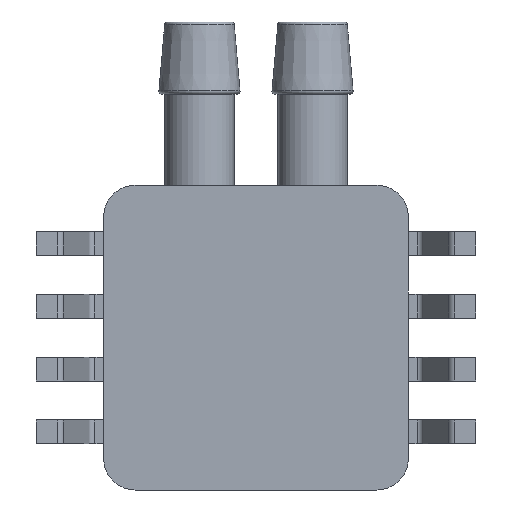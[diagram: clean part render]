
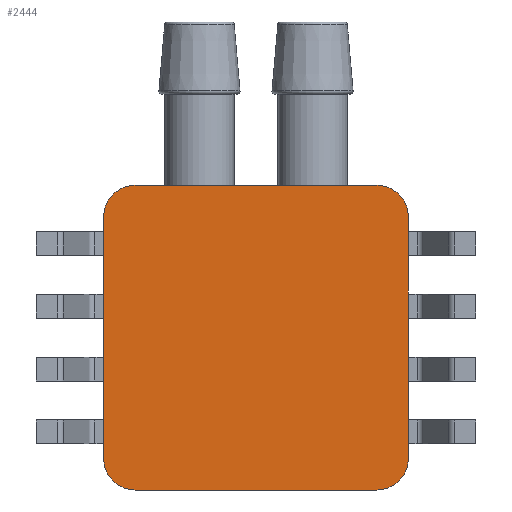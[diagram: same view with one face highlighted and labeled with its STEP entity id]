
A CAD part, front view. The second image highlights one B-rep face of the part: STEP entity #2444.
In plain terms, the highlighted planar face has unit normal (0, -1, 0).
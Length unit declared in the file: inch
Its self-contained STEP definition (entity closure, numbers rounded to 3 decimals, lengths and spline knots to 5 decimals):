
#3 = ORIENTED_EDGE ( 'NONE', *, *, #3044, .F. ) ;
#128 = VERTEX_POINT ( 'NONE', #3032 ) ;
#282 = VERTEX_POINT ( 'NONE', #2428 ) ;
#471 = VERTEX_POINT ( 'NONE', #3592 ) ;
#501 = ORIENTED_EDGE ( 'NONE', *, *, #4625, .T. ) ;
#604 = DIRECTION ( 'NONE',  ( 0., 0., -1. ) ) ;
#796 = ORIENTED_EDGE ( 'NONE', *, *, #3740, .T. ) ;
#847 = VECTOR ( 'NONE', #2808, 39.37008 ) ;
#1169 = DIRECTION ( 'NONE',  ( 0., -1., 0. ) ) ;
#1208 = CARTESIAN_POINT ( 'NONE',  ( 0.2425, 0., -0.1925 ) ) ;
#1303 = CARTESIAN_POINT ( 'NONE',  ( -0.2425, 0., 0.2425 ) ) ;
#1375 = VERTEX_POINT ( 'NONE', #1208 ) ;
#1522 = DIRECTION ( 'NONE',  ( 0., -1., 0. ) ) ;
#1749 = FACE_OUTER_BOUND ( 'NONE', #2568, .T. ) ;
#1980 = EDGE_CURVE ( 'NONE', #3416, #128, #4152, .T. ) ;
#1996 = CARTESIAN_POINT ( 'NONE',  ( -0.2425, 0., 0.1925 ) ) ;
#2200 = LINE ( 'NONE', #3445, #5132 ) ;
#2258 = DIRECTION ( 'NONE',  ( -1., 0., 0. ) ) ;
#2427 = DIRECTION ( 'NONE',  ( 0., 0., 1. ) ) ;
#2428 = CARTESIAN_POINT ( 'NONE',  ( -0.2425, 0., -0.1925 ) ) ;
#2444 = ADVANCED_FACE ( 'NONE', ( #1749 ), #3243, .T. ) ;
#2464 = DIRECTION ( 'NONE',  ( 0., -1., 0. ) ) ;
#2474 = VECTOR ( 'NONE', #2258, 39.37008 ) ;
#2568 = EDGE_LOOP ( 'NONE', ( #4315, #2708, #4926, #501, #3, #5515, #6306, #796 ) ) ;
#2708 = ORIENTED_EDGE ( 'NONE', *, *, #6530, .T. ) ;
#2727 = CARTESIAN_POINT ( 'NONE',  ( 0., 0., 0. ) ) ;
#2808 = DIRECTION ( 'NONE',  ( 1., 0., 0. ) ) ;
#3028 = CARTESIAN_POINT ( 'NONE',  ( 0.1925, 0., 0.1925 ) ) ;
#3032 = CARTESIAN_POINT ( 'NONE',  ( -0.1925, 0., -0.2425 ) ) ;
#3033 = CARTESIAN_POINT ( 'NONE',  ( 0.1925, 0., -0.2425 ) ) ;
#3044 = EDGE_CURVE ( 'NONE', #3357, #1375, #4564, .T. ) ;
#3080 = DIRECTION ( 'NONE',  ( 0., 0., -1. ) ) ;
#3082 = DIRECTION ( 'NONE',  ( 0., -1., 0. ) ) ;
#3175 = AXIS2_PLACEMENT_3D ( 'NONE', #4965, #6543, #3519 ) ;
#3223 = AXIS2_PLACEMENT_3D ( 'NONE', #2727, #1169, #604 ) ;
#3243 = PLANE ( 'NONE',  #3223 ) ;
#3357 = VERTEX_POINT ( 'NONE', #5580 ) ;
#3416 = VERTEX_POINT ( 'NONE', #3033 ) ;
#3421 = LINE ( 'NONE', #1303, #847 ) ;
#3433 = CIRCLE ( 'NONE', #3493, 0.05 ) ;
#3445 = CARTESIAN_POINT ( 'NONE',  ( -0.2425, 0., 0.2425 ) ) ;
#3493 = AXIS2_PLACEMENT_3D ( 'NONE', #5513, #2464, #4089 ) ;
#3519 = DIRECTION ( 'NONE',  ( 0., 0., -1. ) ) ;
#3592 = CARTESIAN_POINT ( 'NONE',  ( 0.1925, 0., 0.2425 ) ) ;
#3627 = CARTESIAN_POINT ( 'NONE',  ( 0.2425, 0., 0.2425 ) ) ;
#3740 = EDGE_CURVE ( 'NONE', #4777, #6040, #3433, .T. ) ;
#3825 = EDGE_CURVE ( 'NONE', #3357, #471, #5898, .T. ) ;
#3973 = CIRCLE ( 'NONE', #3175, 0.05 ) ;
#4089 = DIRECTION ( 'NONE',  ( 0., 0., -1. ) ) ;
#4152 = LINE ( 'NONE', #4299, #2474 ) ;
#4216 = CARTESIAN_POINT ( 'NONE',  ( -0.1925, 0., 0.2425 ) ) ;
#4299 = CARTESIAN_POINT ( 'NONE',  ( -0.2425, 0., -0.2425 ) ) ;
#4315 = ORIENTED_EDGE ( 'NONE', *, *, #5048, .F. ) ;
#4564 = LINE ( 'NONE', #3627, #5276 ) ;
#4625 = EDGE_CURVE ( 'NONE', #3416, #1375, #6015, .T. ) ;
#4725 = AXIS2_PLACEMENT_3D ( 'NONE', #3028, #1522, #6162 ) ;
#4777 = VERTEX_POINT ( 'NONE', #4216 ) ;
#4926 = ORIENTED_EDGE ( 'NONE', *, *, #1980, .F. ) ;
#4965 = CARTESIAN_POINT ( 'NONE',  ( -0.1925, 0., -0.1925 ) ) ;
#5048 = EDGE_CURVE ( 'NONE', #282, #6040, #2200, .T. ) ;
#5099 = DIRECTION ( 'NONE',  ( 0., 0., -1. ) ) ;
#5132 = VECTOR ( 'NONE', #2427, 39.37008 ) ;
#5276 = VECTOR ( 'NONE', #3080, 39.37008 ) ;
#5513 = CARTESIAN_POINT ( 'NONE',  ( -0.1925, 0., 0.1925 ) ) ;
#5515 = ORIENTED_EDGE ( 'NONE', *, *, #3825, .T. ) ;
#5580 = CARTESIAN_POINT ( 'NONE',  ( 0.2425, 0., 0.1925 ) ) ;
#5592 = CARTESIAN_POINT ( 'NONE',  ( 0.1925, 0., -0.1925 ) ) ;
#5797 = AXIS2_PLACEMENT_3D ( 'NONE', #5592, #3082, #5099 ) ;
#5898 = CIRCLE ( 'NONE', #4725, 0.05 ) ;
#6015 = CIRCLE ( 'NONE', #5797, 0.05 ) ;
#6040 = VERTEX_POINT ( 'NONE', #1996 ) ;
#6162 = DIRECTION ( 'NONE',  ( 0., 0., -1. ) ) ;
#6306 = ORIENTED_EDGE ( 'NONE', *, *, #6416, .F. ) ;
#6416 = EDGE_CURVE ( 'NONE', #4777, #471, #3421, .T. ) ;
#6530 = EDGE_CURVE ( 'NONE', #282, #128, #3973, .T. ) ;
#6543 = DIRECTION ( 'NONE',  ( 0., -1., 0. ) ) ;
